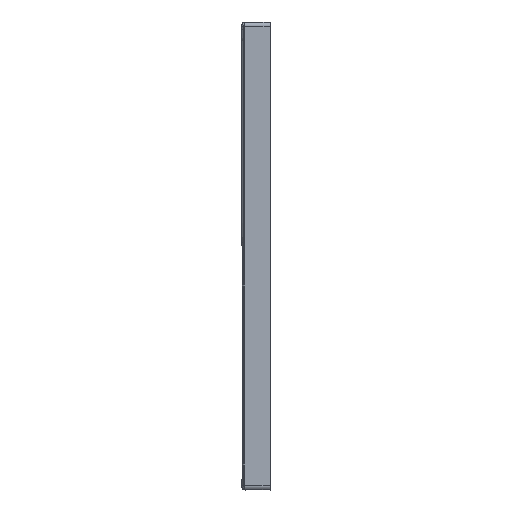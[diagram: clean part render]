
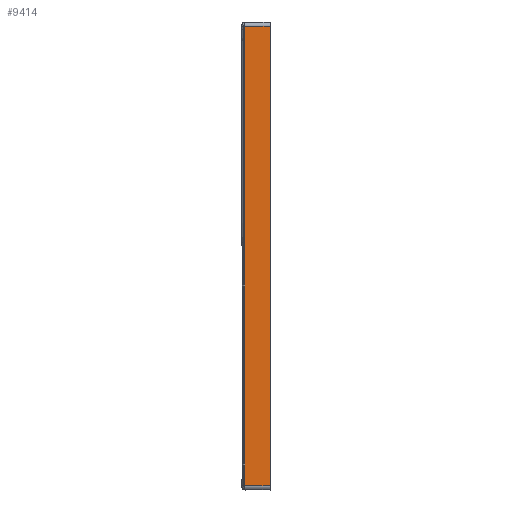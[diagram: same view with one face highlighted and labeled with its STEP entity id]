
A CAD part, left-side view. The second image highlights one B-rep face of the part: STEP entity #9414.
In plain terms, the highlighted planar face has unit normal (-1, 0, 0).
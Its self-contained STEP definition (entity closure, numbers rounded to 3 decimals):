
#1873=DIRECTION('',(0.,0.,-1.));
#1874=VECTOR('',#1873,5.01);
#1875=CARTESIAN_POINT('',(-600.,-5.155,45.));
#1876=LINE('',#1875,#1874);
#1889=CARTESIAN_POINT('',(-600.,-5.155,45.));
#1890=CARTESIAN_POINT('',(-600.,-5.155,
48.711));
#1891=CARTESIAN_POINT('',(-600.,-5.154,
56.488));
#1892=CARTESIAN_POINT('',(-600.,-5.154,69.494));
#1893=CARTESIAN_POINT('',(-600.,-5.153,83.016));
#1894=CARTESIAN_POINT('',(-600.,-5.152,97.393));
#1895=CARTESIAN_POINT('',(-600.,-5.15,113.04));
#1896=CARTESIAN_POINT('',(-600.,-5.148,128.22));
#1897=CARTESIAN_POINT('',(-600.,-5.145,143.269));
#1898=CARTESIAN_POINT('',(-600.,-5.142,158.013));
#1899=CARTESIAN_POINT('',(-600.,-5.139,172.494));
#1900=CARTESIAN_POINT('',(-600.,-5.136,185.903));
#1901=CARTESIAN_POINT('',(-600.,-5.133,197.586));
#1902=CARTESIAN_POINT('',(-600.,-5.13,209.987));
#1903=CARTESIAN_POINT('',(-600.,-5.127,222.405));
#1904=CARTESIAN_POINT('',(-600.,-5.123,236.089));
#1905=CARTESIAN_POINT('',(-600.,-5.119,249.03));
#1906=CARTESIAN_POINT('',(-600.,-5.115,263.171));
#1907=CARTESIAN_POINT('',(-600.,-5.111,276.103));
#1908=CARTESIAN_POINT('',(-600.,-5.107,290.153));
#1909=CARTESIAN_POINT('',(-600.,-5.103,304.018));
#1910=CARTESIAN_POINT('',(-600.,-5.098,318.679));
#1911=CARTESIAN_POINT('',(-600.,-5.094,333.103));
#1912=CARTESIAN_POINT('',(-600.,-5.089,347.794));
#1913=CARTESIAN_POINT('',(-600.,-5.085,362.337));
#1914=CARTESIAN_POINT('',(-600.,-5.08,376.68));
#1915=CARTESIAN_POINT('',(-600.,-5.076,391.691));
#1916=CARTESIAN_POINT('',(-600.,-5.071,406.375));
#1917=CARTESIAN_POINT('',(-600.,-5.068,417.039));
#1918=CARTESIAN_POINT('',(-600.,-5.067,422.499));
#1920=CARTESIAN_POINT('',(-600.,-5.067,422.499));
#1921=CARTESIAN_POINT('',(-600.,-5.062,437.561));
#1922=CARTESIAN_POINT('',(-600.,-5.054,466.313));
#1923=CARTESIAN_POINT('',(-600.,-5.043,
507.888));
#1924=CARTESIAN_POINT('',(-600.,-5.033,
546.83));
#1925=CARTESIAN_POINT('',(-600.,-5.025,
584.371));
#1926=CARTESIAN_POINT('',(-600.,-5.017,
620.992));
#1927=CARTESIAN_POINT('',(-600.,-5.011,
656.375));
#1928=CARTESIAN_POINT('',(-600.,-5.007,
689.55));
#1929=CARTESIAN_POINT('',(-600.,-5.004,
719.73));
#1930=CARTESIAN_POINT('',(-600.,-5.002,
746.515));
#1931=CARTESIAN_POINT('',(-600.,-5.001,
770.545));
#1932=CARTESIAN_POINT('',(-600.,-5.,
785.671));
#1933=CARTESIAN_POINT('',(-600.,-5.,
793.));
#1935=DIRECTION('',(0.,0.,-1.));
#1936=VECTOR('',#1935,786.);
#1937=CARTESIAN_POINT('',(-600.,-48.,793.));
#1938=LINE('',#1937,#1936);
#1939=DIRECTION('',(0.,1.,0.));
#1940=VECTOR('',#1939,42.973);
#1941=CARTESIAN_POINT('',(-600.,-48.,7.));
#1942=LINE('',#1941,#1940);
#1943=DIRECTION('',(0.,-0.004,1.));
#1944=VECTOR('',#1943,32.99);
#1945=CARTESIAN_POINT('',(-600.,-5.027,
7.));
#1946=LINE('',#1945,#1944);
#2811=DIRECTION('',(0.,1.,0.));
#2812=VECTOR('',#2811,43.);
#2813=CARTESIAN_POINT('',(-600.,-48.,793.));
#2814=LINE('',#2813,#2812);
#6275=CARTESIAN_POINT('',(-600.,-5.155,45.));
#6276=VERTEX_POINT('',#6275);
#6277=CARTESIAN_POINT('',(-600.,-5.155,
39.99));
#6278=VERTEX_POINT('',#6277);
#6279=VERTEX_POINT('',#1918);
#6281=VERTEX_POINT('',#1933);
#6282=CARTESIAN_POINT('',(-600.,-48.,793.));
#6283=VERTEX_POINT('',#6282);
#6284=CARTESIAN_POINT('',(-600.,-48.,7.));
#6285=VERTEX_POINT('',#6284);
#6286=CARTESIAN_POINT('',(-600.,-5.027,
7.));
#6287=VERTEX_POINT('',#6286);
#9395=CARTESIAN_POINT('',(-600.,0.,0.));
#9396=DIRECTION('',(-1.,0.,0.));
#9397=DIRECTION('',(0.,0.,1.));
#9398=AXIS2_PLACEMENT_3D('',#9395,#9396,#9397);
#9399=PLANE('',#9398);
#9400=ORIENTED_EDGE('',*,*,#9321,.F.);
#9401=ORIENTED_EDGE('',*,*,#9385,.T.);
#9403=ORIENTED_EDGE('',*,*,#9402,.T.);
#9405=ORIENTED_EDGE('',*,*,#9404,.F.);
#9407=ORIENTED_EDGE('',*,*,#9406,.T.);
#9409=ORIENTED_EDGE('',*,*,#9408,.T.);
#9411=ORIENTED_EDGE('',*,*,#9410,.T.);
#9412=EDGE_LOOP('',(#9400,#9401,#9403,#9405,#9407,#9409,#9411));
#9413=FACE_OUTER_BOUND('',#9412,.F.);
#9414=ADVANCED_FACE('',(#9413),#9399,.T.);
#1919=B_SPLINE_CURVE_WITH_KNOTS('',3,(#1889,#1890,#1891,#1892,#1893,#1894,#1895,
#1896,#1897,#1898,#1899,#1900,#1901,#1902,#1903,#1904,#1905,#1906,#1907,#1908,
#1909,#1910,#1911,#1912,#1913,#1914,#1915,#1916,#1917,#1918),.UNSPECIFIED.,.F.,
.F.,(4,1,1,1,1,1,1,1,1,1,1,1,1,1,1,1,1,1,1,1,1,1,1,1,1,1,1,4),(0.,
0.037,0.074,0.111,0.148,
0.185,0.222,0.259,0.296,
0.333,0.37,0.407,0.444,
0.481,0.519,0.556,0.593,
0.63,0.667,0.704,0.741,
0.778,0.815,0.852,0.889,
0.926,0.963,1.),.UNSPECIFIED.);
#1934=B_SPLINE_CURVE_WITH_KNOTS('',3,(#1920,#1921,#1922,#1923,#1924,#1925,#1926,
#1927,#1928,#1929,#1930,#1931,#1932,#1933),.UNSPECIFIED.,.F.,.F.,(4,1,1,1,1,1,1,
1,1,1,1,4),(0.,0.122,0.233,0.337,
0.437,0.537,0.633,0.724,
0.805,0.878,0.941,1.),.UNSPECIFIED.);
#9321=EDGE_CURVE('',#6276,#6278,#1876,.T.);
#9385=EDGE_CURVE('',#6276,#6279,#1919,.T.);
#9402=EDGE_CURVE('',#6279,#6281,#1934,.T.);
#9404=EDGE_CURVE('',#6283,#6281,#2814,.T.);
#9406=EDGE_CURVE('',#6283,#6285,#1938,.T.);
#9408=EDGE_CURVE('',#6285,#6287,#1942,.T.);
#9410=EDGE_CURVE('',#6287,#6278,#1946,.T.);
